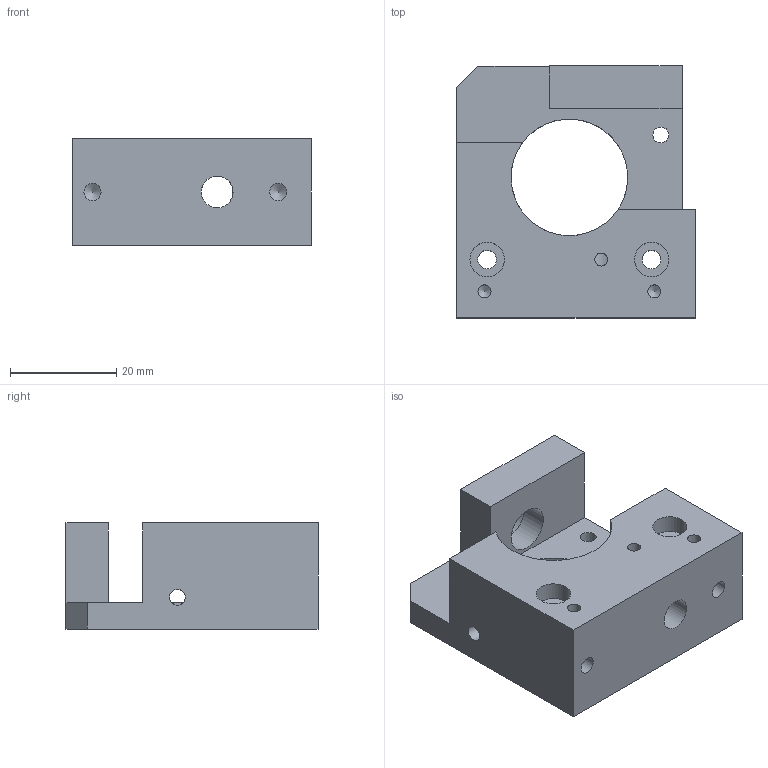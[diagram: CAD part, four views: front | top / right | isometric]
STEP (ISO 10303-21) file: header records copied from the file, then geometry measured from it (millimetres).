
FILE_DESCRIPTION(/* description */ ('CUERPO EXTRUDER'),/* implementation_level */ '2;1');
FILE_NAME(/* name */ 'C04H030096-extruder-motor-support.stp',/* time_stamp */ '2014-12-22T16:14:44+01:00',/* author */ ('MARCHA TECHNOLOGY'),/* organization */ ('MARCHA TECHNOLOGY'),/* preprocessor_version */ 'ST-DEVELOPER v15.6',/* originating_system */ 'Autodesk Inventor 2015',/* authorisation */ '');
FILE_SCHEMA (('CONFIG_CONTROL_DESIGN'));
Length unit declared in the file: millimetre
Products named in the file (1): C04H030096-extruder-motor-support
Bounding box: 45 x 47.5 x 20 mm (x, y, z)
Volume: 24106.5 mm3; surface area: 9581.9 mm2
Topology: 1 solids, 1 shells, 43 faces, 112 edges, 74 vertices
Faces by surface type: cylinder 18, plane 18, cone 7
Full cylindrical faces by diameter (mm): 2.459 x5, 3 x2, 3.242 x2, 3.5 x2, 5 x1, 6 x1, 6.5 x2, 8.566 x1, 10 x1, 22 x1
Entity records: 1249 total; most frequent: CARTESIAN_POINT 286, DIRECTION 195, ORIENTED_EDGE 152, EDGE_LOOP 86, AXIS2_PLACEMENT_3D 79, EDGE_CURVE 76, VERTEX_POINT 62, FACE_BOUND 43
